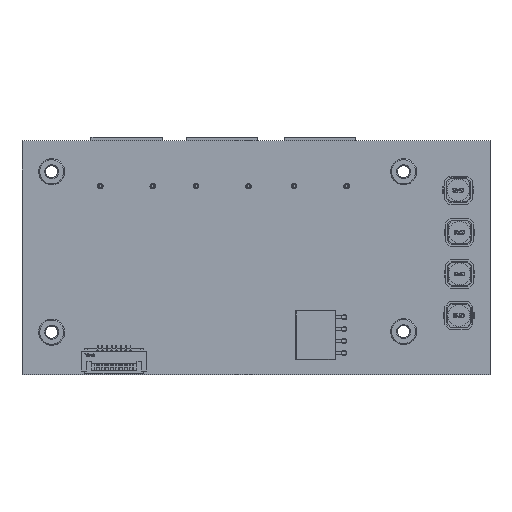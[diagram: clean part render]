
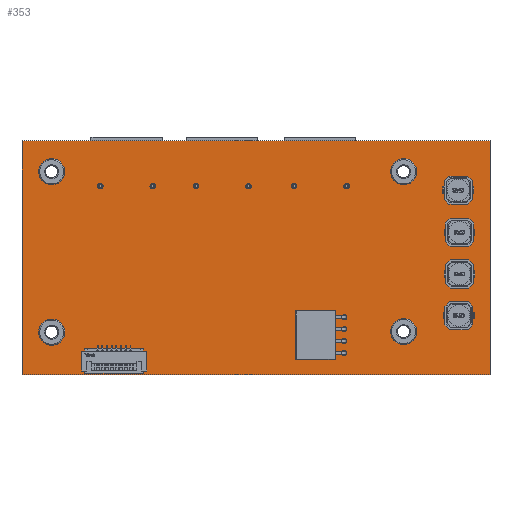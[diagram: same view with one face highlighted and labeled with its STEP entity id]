
A CAD part, top view. The second image highlights one B-rep face of the part: STEP entity #353.
In plain terms, the highlighted planar face has unit normal (0, 0, 1).
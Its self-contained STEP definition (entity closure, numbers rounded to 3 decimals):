
#87 = VERTEX_POINT('',#88);
#88 = CARTESIAN_POINT('',(97.193,4.559,1.6)
  );
#94 = EDGE_CURVE('',#87,#95,#97,.T.);
#95 = VERTEX_POINT('',#96);
#96 = CARTESIAN_POINT('',(97.193,-45.415,1.6)
  );
#97 = LINE('',#98,#99);
#98 = CARTESIAN_POINT('',(97.193,4.559,1.6)
  );
#99 = VECTOR('',#100,1.);
#100 = DIRECTION('',(0.,-1.,0.));
#127 = VERTEX_POINT('',#128);
#128 = CARTESIAN_POINT('',(-2.781,4.559,1.6
    ));
#134 = EDGE_CURVE('',#127,#87,#135,.T.);
#135 = LINE('',#136,#137);
#136 = CARTESIAN_POINT('',(-2.781,4.559,1.6
    ));
#137 = VECTOR('',#138,1.);
#138 = DIRECTION('',(1.,0.,0.));
#156 = EDGE_CURVE('',#95,#157,#159,.T.);
#157 = VERTEX_POINT('',#158);
#158 = CARTESIAN_POINT('',(-2.781,-45.415,
    1.6));
#159 = LINE('',#160,#161);
#160 = CARTESIAN_POINT('',(97.193,-45.415,1.6
    ));
#161 = VECTOR('',#162,1.);
#162 = DIRECTION('',(-1.,0.,0.));
#353 = ADVANCED_FACE('',(#354,#365,#376,#387,#398,#409,#420,#431,#442,
    #453,#464,#475,#486,#497,#508),#519,.F.);
#354 = FACE_BOUND('',#355,.F.);
#355 = EDGE_LOOP('',(#356,#357,#358,#364));
#356 = ORIENTED_EDGE('',*,*,#94,.T.);
#357 = ORIENTED_EDGE('',*,*,#156,.T.);
#358 = ORIENTED_EDGE('',*,*,#359,.T.);
#359 = EDGE_CURVE('',#157,#127,#360,.T.);
#360 = LINE('',#361,#362);
#361 = CARTESIAN_POINT('',(-2.781,-45.415,
    1.6));
#362 = VECTOR('',#363,1.);
#363 = DIRECTION('',(0.,1.,0.));
#364 = ORIENTED_EDGE('',*,*,#134,.T.);
#365 = FACE_BOUND('',#366,.F.);
#366 = EDGE_LOOP('',(#367));
#367 = ORIENTED_EDGE('',*,*,#368,.T.);
#368 = EDGE_CURVE('',#369,#369,#371,.T.);
#369 = VERTEX_POINT('',#370);
#370 = CARTESIAN_POINT('',(80.936,-36.195,
    1.6));
#371 = CIRCLE('',#372,2.2);
#372 = AXIS2_PLACEMENT_3D('',#373,#374,#375);
#373 = CARTESIAN_POINT('',(78.736,-36.195,
    1.6));
#374 = DIRECTION('',(0.,0.,1.));
#375 = DIRECTION('',(1.,0.,-0.));
#376 = FACE_BOUND('',#377,.F.);
#377 = EDGE_LOOP('',(#378));
#378 = ORIENTED_EDGE('',*,*,#379,.T.);
#379 = EDGE_CURVE('',#380,#380,#382,.T.);
#380 = VERTEX_POINT('',#381);
#381 = CARTESIAN_POINT('',(66.59,-40.767,1.6
    ));
#382 = CIRCLE('',#383,0.55);
#383 = AXIS2_PLACEMENT_3D('',#384,#385,#386);
#384 = CARTESIAN_POINT('',(66.04,-40.767,
    1.6));
#385 = DIRECTION('',(0.,0.,1.));
#386 = DIRECTION('',(1.,0.,-0.));
#387 = FACE_BOUND('',#388,.F.);
#388 = EDGE_LOOP('',(#389));
#389 = ORIENTED_EDGE('',*,*,#390,.T.);
#390 = EDGE_CURVE('',#391,#391,#393,.T.);
#391 = VERTEX_POINT('',#392);
#392 = CARTESIAN_POINT('',(66.59,-38.227,1.6
    ));
#393 = CIRCLE('',#394,0.55);
#394 = AXIS2_PLACEMENT_3D('',#395,#396,#397);
#395 = CARTESIAN_POINT('',(66.04,-38.227,
    1.6));
#396 = DIRECTION('',(0.,0.,1.));
#397 = DIRECTION('',(1.,0.,-0.));
#398 = FACE_BOUND('',#399,.F.);
#399 = EDGE_LOOP('',(#400));
#400 = ORIENTED_EDGE('',*,*,#401,.T.);
#401 = EDGE_CURVE('',#402,#402,#404,.T.);
#402 = VERTEX_POINT('',#403);
#403 = CARTESIAN_POINT('',(66.59,-35.687,1.6
    ));
#404 = CIRCLE('',#405,0.55);
#405 = AXIS2_PLACEMENT_3D('',#406,#407,#408);
#406 = CARTESIAN_POINT('',(66.04,-35.687,
    1.6));
#407 = DIRECTION('',(0.,0.,1.));
#408 = DIRECTION('',(1.,0.,-0.));
#409 = FACE_BOUND('',#410,.F.);
#410 = EDGE_LOOP('',(#411));
#411 = ORIENTED_EDGE('',*,*,#412,.T.);
#412 = EDGE_CURVE('',#413,#413,#415,.T.);
#413 = VERTEX_POINT('',#414);
#414 = CARTESIAN_POINT('',(66.59,-33.147,1.6
    ));
#415 = CIRCLE('',#416,0.55);
#416 = AXIS2_PLACEMENT_3D('',#417,#418,#419);
#417 = CARTESIAN_POINT('',(66.04,-33.147,
    1.6));
#418 = DIRECTION('',(0.,0.,1.));
#419 = DIRECTION('',(1.,0.,-0.));
#420 = FACE_BOUND('',#421,.F.);
#421 = EDGE_LOOP('',(#422));
#422 = ORIENTED_EDGE('',*,*,#423,.T.);
#423 = EDGE_CURVE('',#424,#424,#426,.T.);
#424 = VERTEX_POINT('',#425);
#425 = CARTESIAN_POINT('',(5.752,-36.322,1.6)
  );
#426 = CIRCLE('',#427,2.2);
#427 = AXIS2_PLACEMENT_3D('',#428,#429,#430);
#428 = CARTESIAN_POINT('',(3.552,-36.322,1.6)
  );
#429 = DIRECTION('',(0.,0.,1.));
#430 = DIRECTION('',(1.,0.,-0.));
#431 = FACE_BOUND('',#432,.F.);
#432 = EDGE_LOOP('',(#433));
#433 = ORIENTED_EDGE('',*,*,#434,.T.);
#434 = EDGE_CURVE('',#435,#435,#437,.T.);
#435 = VERTEX_POINT('',#436);
#436 = CARTESIAN_POINT('',(67.16,-5.114,
    1.6));
#437 = CIRCLE('',#438,0.6);
#438 = AXIS2_PLACEMENT_3D('',#439,#440,#441);
#439 = CARTESIAN_POINT('',(66.56,-5.114,
    1.6));
#440 = DIRECTION('',(0.,0.,1.));
#441 = DIRECTION('',(1.,0.,-0.));
#442 = FACE_BOUND('',#443,.F.);
#443 = EDGE_LOOP('',(#444));
#444 = ORIENTED_EDGE('',*,*,#445,.T.);
#445 = EDGE_CURVE('',#446,#446,#448,.T.);
#446 = VERTEX_POINT('',#447);
#447 = CARTESIAN_POINT('',(80.936,-2.032,
    1.6));
#448 = CIRCLE('',#449,2.2);
#449 = AXIS2_PLACEMENT_3D('',#450,#451,#452);
#450 = CARTESIAN_POINT('',(78.736,-2.032,
    1.6));
#451 = DIRECTION('',(0.,0.,1.));
#452 = DIRECTION('',(1.,0.,-0.));
#453 = FACE_BOUND('',#454,.F.);
#454 = EDGE_LOOP('',(#455));
#455 = ORIENTED_EDGE('',*,*,#456,.T.);
#456 = EDGE_CURVE('',#457,#457,#459,.T.);
#457 = VERTEX_POINT('',#458);
#458 = CARTESIAN_POINT('',(55.96,-5.114,
    1.6));
#459 = CIRCLE('',#460,0.6);
#460 = AXIS2_PLACEMENT_3D('',#461,#462,#463);
#461 = CARTESIAN_POINT('',(55.36,-5.114,
    1.6));
#462 = DIRECTION('',(0.,0.,1.));
#463 = DIRECTION('',(1.,0.,-0.));
#464 = FACE_BOUND('',#465,.F.);
#465 = EDGE_LOOP('',(#466));
#466 = ORIENTED_EDGE('',*,*,#467,.T.);
#467 = EDGE_CURVE('',#468,#468,#470,.T.);
#468 = VERTEX_POINT('',#469);
#469 = CARTESIAN_POINT('',(46.205,-5.114,
    1.6));
#470 = CIRCLE('',#471,0.6);
#471 = AXIS2_PLACEMENT_3D('',#472,#473,#474);
#472 = CARTESIAN_POINT('',(45.605,-5.114,
    1.6));
#473 = DIRECTION('',(0.,0.,1.));
#474 = DIRECTION('',(1.,0.,-0.));
#475 = FACE_BOUND('',#476,.F.);
#476 = EDGE_LOOP('',(#477));
#477 = ORIENTED_EDGE('',*,*,#478,.T.);
#478 = EDGE_CURVE('',#479,#479,#481,.T.);
#479 = VERTEX_POINT('',#480);
#480 = CARTESIAN_POINT('',(35.005,-5.114,
    1.6));
#481 = CIRCLE('',#482,0.6);
#482 = AXIS2_PLACEMENT_3D('',#483,#484,#485);
#483 = CARTESIAN_POINT('',(34.405,-5.114,
    1.6));
#484 = DIRECTION('',(0.,0.,1.));
#485 = DIRECTION('',(1.,0.,-0.));
#486 = FACE_BOUND('',#487,.F.);
#487 = EDGE_LOOP('',(#488));
#488 = ORIENTED_EDGE('',*,*,#489,.T.);
#489 = EDGE_CURVE('',#490,#490,#492,.T.);
#490 = VERTEX_POINT('',#491);
#491 = CARTESIAN_POINT('',(25.758,-5.114,
    1.6));
#492 = CIRCLE('',#493,0.6);
#493 = AXIS2_PLACEMENT_3D('',#494,#495,#496);
#494 = CARTESIAN_POINT('',(25.158,-5.114,
    1.6));
#495 = DIRECTION('',(0.,0.,1.));
#496 = DIRECTION('',(1.,0.,-0.));
#497 = FACE_BOUND('',#498,.F.);
#498 = EDGE_LOOP('',(#499));
#499 = ORIENTED_EDGE('',*,*,#500,.T.);
#500 = EDGE_CURVE('',#501,#501,#503,.T.);
#501 = VERTEX_POINT('',#502);
#502 = CARTESIAN_POINT('',(14.558,-5.114,1.6
    ));
#503 = CIRCLE('',#504,0.6);
#504 = AXIS2_PLACEMENT_3D('',#505,#506,#507);
#505 = CARTESIAN_POINT('',(13.958,-5.114,1.6
    ));
#506 = DIRECTION('',(0.,0.,1.));
#507 = DIRECTION('',(1.,0.,-0.));
#508 = FACE_BOUND('',#509,.F.);
#509 = EDGE_LOOP('',(#510));
#510 = ORIENTED_EDGE('',*,*,#511,.T.);
#511 = EDGE_CURVE('',#512,#512,#514,.T.);
#512 = VERTEX_POINT('',#513);
#513 = CARTESIAN_POINT('',(5.752,-2.032,1.6)
  );
#514 = CIRCLE('',#515,2.2);
#515 = AXIS2_PLACEMENT_3D('',#516,#517,#518);
#516 = CARTESIAN_POINT('',(3.552,-2.032,1.6)
  );
#517 = DIRECTION('',(0.,0.,1.));
#518 = DIRECTION('',(1.,0.,-0.));
#519 = PLANE('',#520);
#520 = AXIS2_PLACEMENT_3D('',#521,#522,#523);
#521 = CARTESIAN_POINT('',(47.206,-20.428,
    1.6));
#522 = DIRECTION('',(-0.,-0.,-1.));
#523 = DIRECTION('',(-1.,0.,0.));
